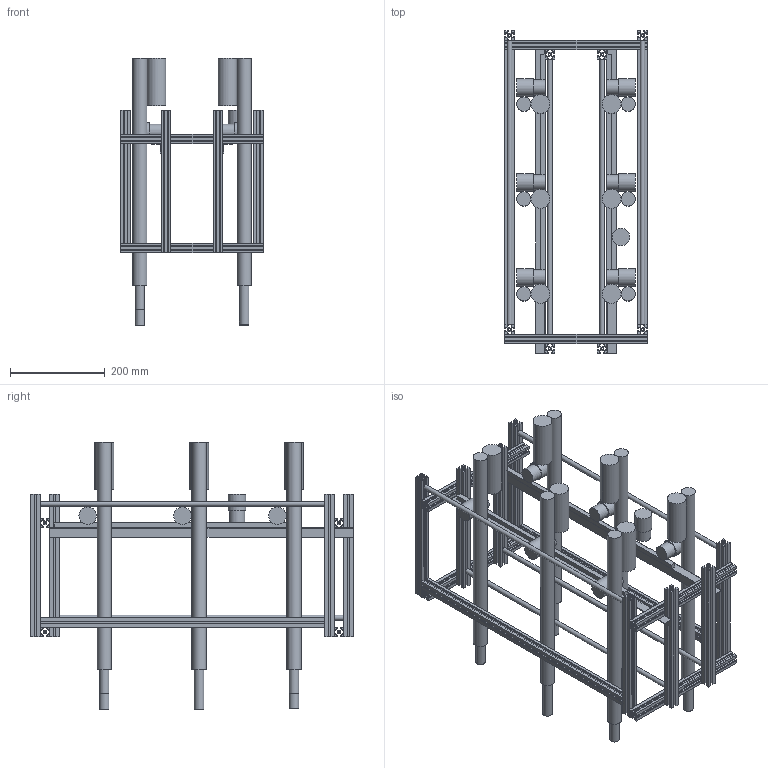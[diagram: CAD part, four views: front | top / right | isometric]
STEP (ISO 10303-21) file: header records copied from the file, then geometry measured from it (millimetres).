
FILE_DESCRIPTION(/* description */ (''),/* implementation_level */ '2;1');
FILE_NAME(/* name */ 'sixlegs_basic2 v8.step',/* time_stamp */ '2019-04-19T11:16:41+09:00',/* author */ (''),/* organization */ (''),/* preprocessor_version */ 'ST-DEVELOPER v18',/* originating_system */ 'Autodesk Translation Framework v8.2.0.1029',/* authorisation */ '');
FILE_SCHEMA (('AUTOMOTIVE_DESIGN { 1 0 10303 214 3 1 1 }'));
Length unit declared in the file: millimetre
Products named in the file (21): sixlegs_basic2; コンポーネント1; コンポーネント2; コンポーネント3; コンポーネント4; コンポーネント5; コンポーネント6; コンポーネント7; コンポーネント8; コンポーネント9; コンポーネント10; コンポーネント11; コンポーネント12; コンポーネント13; コンポーネント14; コンポーネント15; コンポーネント16; コンポーネント17; コンポーネント18; コンポーネント19; コンポーネント20
Assembly tree (20 placements, depth 2):
  sixlegs_basic2
    コンポーネント1
    コンポーネント2
    コンポーネント3
    コンポーネント4
    コンポーネント5
    コンポーネント6
    コンポーネント7
    コンポーネント8
    コンポーネント9
    コンポーネント10
    コンポーネント11
    コンポーネント12
    コンポーネント13
    コンポーネント14
    コンポーネント15
    コンポーネント16
    コンポーネント17
    コンポーネント18
    コンポーネント19
    コンポーネント20
Bounding box: 300 x 680 x 564.22 mm (x, y, z)
Volume: 4498172.1 mm3; surface area: 1676704.2 mm2
Topology: 47 solids, 47 shells, 806 faces, 2103 edges, 1404 vertices
Faces by surface type: plane 743, cylinder 63
Full cylindrical faces by diameter (mm): 5 x14, 10 x4, 20 x12, 30 x6, 32 x7, 37 x7, 40 x1
Entity records: 25034 total; most frequent: CARTESIAN_POINT 4354, ORIENTED_EDGE 4206, DIRECTION 3923, EDGE_CURVE 2103, LINE 1977, VECTOR 1977, VERTEX_POINT 1404, AXIS2_PLACEMENT_3D 973
